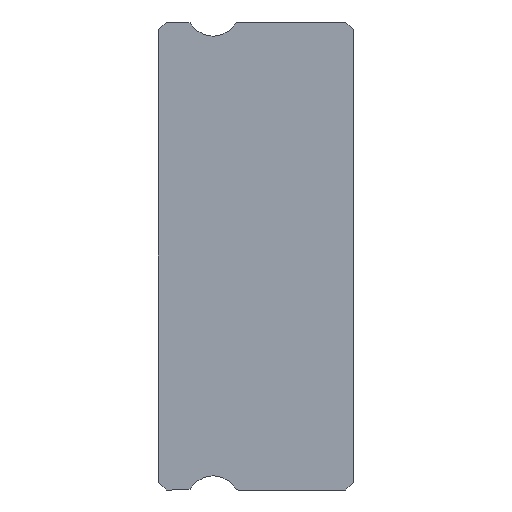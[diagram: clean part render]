
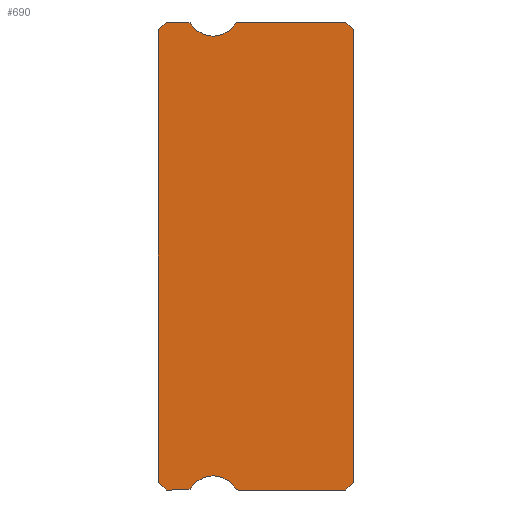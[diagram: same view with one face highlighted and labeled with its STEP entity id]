
A CAD part, left-side view. The second image highlights one B-rep face of the part: STEP entity #690.
In plain terms, the highlighted planar face has unit normal (-1, 0, 0).
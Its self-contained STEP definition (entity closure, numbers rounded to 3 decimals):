
#10 = CIRCLE ( 'NONE', #3256, 1. ) ;
#66 = ORIENTED_EDGE ( 'NONE', *, *, #1591, .T. ) ;
#245 = PLANE ( 'NONE',  #418 ) ;
#284 = VERTEX_POINT ( 'NONE', #3776 ) ;
#303 = CARTESIAN_POINT ( 'NONE',  ( -10., 6.381, -8.85 ) ) ;
#318 = CIRCLE ( 'NONE', #4437, 1. ) ;
#366 = EDGE_CURVE ( 'NONE', #1213, #645, #318, .T. ) ;
#368 = LINE ( 'NONE', #1743, #988 ) ;
#369 = CARTESIAN_POINT ( 'NONE',  ( -10., 5.4, 9.45 ) ) ;
#418 = AXIS2_PLACEMENT_3D ( 'NONE', #5244, #2073, #3770 ) ;
#558 = ORIENTED_EDGE ( 'NONE', *, *, #1368, .F. ) ;
#603 = AXIS2_PLACEMENT_3D ( 'NONE', #3696, #3192, #5473 ) ;
#625 = DIRECTION ( 'NONE',  ( 0., 0.707, -0.707 ) ) ;
#628 = ORIENTED_EDGE ( 'NONE', *, *, #2006, .F. ) ;
#645 = VERTEX_POINT ( 'NONE', #5659 ) ;
#690 = ADVANCED_FACE ( 'NONE', ( #3358 ), #245, .F. ) ;
#727 = EDGE_CURVE ( 'NONE', #2156, #3178, #2236, .T. ) ;
#769 = CARTESIAN_POINT ( 'NONE',  ( -10., 7.5, 8.85 ) ) ;
#787 = LINE ( 'NONE', #5412, #2533 ) ;
#822 = VERTEX_POINT ( 'NONE', #3479 ) ;
#838 = ORIENTED_EDGE ( 'NONE', *, *, #1936, .F. ) ;
#874 = ORIENTED_EDGE ( 'NONE', *, *, #727, .F. ) ;
#876 = ORIENTED_EDGE ( 'NONE', *, *, #2475, .T. ) ;
#889 = VECTOR ( 'NONE', #1169, 1000. ) ;
#935 = DIRECTION ( 'NONE',  ( 0., 0., -1. ) ) ;
#946 = CARTESIAN_POINT ( 'NONE',  ( -10., 6.381, -9. ) ) ;
#988 = VECTOR ( 'NONE', #2191, 1000. ) ;
#1044 = VECTOR ( 'NONE', #625, 1000. ) ;
#1066 = VECTOR ( 'NONE', #1185, 1000. ) ;
#1108 = DIRECTION ( 'NONE',  ( 1., 0., 0. ) ) ;
#1129 = AXIS2_PLACEMENT_3D ( 'NONE', #5257, #1141, #2976 ) ;
#1141 = DIRECTION ( 'NONE',  ( 1., 0., 0. ) ) ;
#1143 = ORIENTED_EDGE ( 'NONE', *, *, #1149, .T. ) ;
#1149 = EDGE_CURVE ( 'NONE', #4812, #3178, #4404, .T. ) ;
#1152 = CARTESIAN_POINT ( 'NONE',  ( -10., 7.2, -9. ) ) ;
#1156 = EDGE_CURVE ( 'NONE', #4501, #4812, #2632, .T. ) ;
#1169 = DIRECTION ( 'NONE',  ( 0., 1., 0. ) ) ;
#1185 = DIRECTION ( 'NONE',  ( 0., -0.707, -0.707 ) ) ;
#1199 = CARTESIAN_POINT ( 'NONE',  ( -10., 6.381, 8.85 ) ) ;
#1213 = VERTEX_POINT ( 'NONE', #3018 ) ;
#1218 = DIRECTION ( 'NONE',  ( 1., 0., 0. ) ) ;
#1323 = ORIENTED_EDGE ( 'NONE', *, *, #2728, .F. ) ;
#1368 = EDGE_CURVE ( 'NONE', #4136, #2156, #4140, .T. ) ;
#1411 = CARTESIAN_POINT ( 'NONE',  ( -10., 5.4, 9.45 ) ) ;
#1472 = ORIENTED_EDGE ( 'NONE', *, *, #5438, .F. ) ;
#1591 = EDGE_CURVE ( 'NONE', #4947, #3720, #1654, .T. ) ;
#1637 = EDGE_CURVE ( 'NONE', #4179, #2470, #4842, .T. ) ;
#1647 = DIRECTION ( 'NONE',  ( 0., 0., -1. ) ) ;
#1654 = LINE ( 'NONE', #4420, #889 ) ;
#1721 = DIRECTION ( 'NONE',  ( 0., -0.707, -0.707 ) ) ;
#1743 = CARTESIAN_POINT ( 'NONE',  ( -10., 6.381, -9. ) ) ;
#1936 = EDGE_CURVE ( 'NONE', #4501, #5519, #4878, .T. ) ;
#2006 = EDGE_CURVE ( 'NONE', #284, #4136, #5867, .T. ) ;
#2023 = CARTESIAN_POINT ( 'NONE',  ( -10., 6.253, -8.928 ) ) ;
#2046 = VECTOR ( 'NONE', #5813, 1000. ) ;
#2073 = DIRECTION ( 'NONE',  ( 1., 0., 0. ) ) ;
#2097 = AXIS2_PLACEMENT_3D ( 'NONE', #1199, #1108, #3899 ) ;
#2156 = VERTEX_POINT ( 'NONE', #2023 ) ;
#2181 = CARTESIAN_POINT ( 'NONE',  ( -10., 6.381, 9. ) ) ;
#2183 = DIRECTION ( 'NONE',  ( 0., 0.707, -0.707 ) ) ;
#2191 = DIRECTION ( 'NONE',  ( 0., 1., 0. ) ) ;
#2236 = CIRCLE ( 'NONE', #5013, 0.15 ) ;
#2237 = AXIS2_PLACEMENT_3D ( 'NONE', #2260, #2826, #935 ) ;
#2258 = EDGE_CURVE ( 'NONE', #822, #2470, #787, .T. ) ;
#2260 = CARTESIAN_POINT ( 'NONE',  ( -10., 4.419, -8.85 ) ) ;
#2288 = ORIENTED_EDGE ( 'NONE', *, *, #5120, .F. ) ;
#2347 = VERTEX_POINT ( 'NONE', #5815 ) ;
#2470 = VERTEX_POINT ( 'NONE', #5836 ) ;
#2475 = EDGE_CURVE ( 'NONE', #3720, #5519, #4893, .T. ) ;
#2533 = VECTOR ( 'NONE', #1721, 1000. ) ;
#2552 = ORIENTED_EDGE ( 'NONE', *, *, #3015, .F. ) ;
#2632 = LINE ( 'NONE', #1152, #1066 ) ;
#2728 = EDGE_CURVE ( 'NONE', #4179, #3165, #3790, .T. ) ;
#2772 = EDGE_LOOP ( 'NONE', ( #838, #3626, #1143, #874, #558, #628, #1472, #1323, #5618, #5209, #5600, #2288, #4023, #2552, #5102, #66, #876 ) ) ;
#2807 = VECTOR ( 'NONE', #5530, 1000. ) ;
#2826 = DIRECTION ( 'NONE',  ( 1., 0., 0. ) ) ;
#2976 = DIRECTION ( 'NONE',  ( 0., 0., -1. ) ) ;
#3015 = EDGE_CURVE ( 'NONE', #2347, #1213, #10, .T. ) ;
#3018 = CARTESIAN_POINT ( 'NONE',  ( -10., 5.4, 8.45 ) ) ;
#3054 = DIRECTION ( 'NONE',  ( 0., -1., 0. ) ) ;
#3075 = CARTESIAN_POINT ( 'NONE',  ( -10., 7.5, -8.7 ) ) ;
#3165 = VERTEX_POINT ( 'NONE', #3486 ) ;
#3178 = VERTEX_POINT ( 'NONE', #946 ) ;
#3192 = DIRECTION ( 'NONE',  ( -1., 0., 0. ) ) ;
#3256 = AXIS2_PLACEMENT_3D ( 'NONE', #1411, #3257, #4638 ) ;
#3257 = DIRECTION ( 'NONE',  ( -1., 0., 0. ) ) ;
#3358 = FACE_OUTER_BOUND ( 'NONE', #2772, .T. ) ;
#3479 = CARTESIAN_POINT ( 'NONE',  ( -10., 0.3, 9. ) ) ;
#3486 = CARTESIAN_POINT ( 'NONE',  ( -10., 0.3, -9. ) ) ;
#3555 = CARTESIAN_POINT ( 'NONE',  ( -10., 6.381, -9. ) ) ;
#3622 = CARTESIAN_POINT ( 'NONE',  ( -10., 7.5, 8.7 ) ) ;
#3626 = ORIENTED_EDGE ( 'NONE', *, *, #1156, .T. ) ;
#3696 = CARTESIAN_POINT ( 'NONE',  ( -10., 5.4, -9.45 ) ) ;
#3717 = CIRCLE ( 'NONE', #1129, 0.15 ) ;
#3720 = VERTEX_POINT ( 'NONE', #4907 ) ;
#3770 = DIRECTION ( 'NONE',  ( 0., 0., -1. ) ) ;
#3776 = CARTESIAN_POINT ( 'NONE',  ( -10., 4.419, -9. ) ) ;
#3790 = LINE ( 'NONE', #5148, #1044 ) ;
#3899 = DIRECTION ( 'NONE',  ( 0., 0., -1. ) ) ;
#3957 = DIRECTION ( 'NONE',  ( 0., 0., -1. ) ) ;
#4023 = ORIENTED_EDGE ( 'NONE', *, *, #366, .F. ) ;
#4087 = CARTESIAN_POINT ( 'NONE',  ( -10., 4.419, 9. ) ) ;
#4136 = VERTEX_POINT ( 'NONE', #5602 ) ;
#4140 = CIRCLE ( 'NONE', #603, 1. ) ;
#4179 = VERTEX_POINT ( 'NONE', #4798 ) ;
#4238 = CARTESIAN_POINT ( 'NONE',  ( -10., 6.381, 9. ) ) ;
#4404 = LINE ( 'NONE', #3555, #5574 ) ;
#4420 = CARTESIAN_POINT ( 'NONE',  ( -10., 7.2, 9. ) ) ;
#4437 = AXIS2_PLACEMENT_3D ( 'NONE', #369, #4866, #3957 ) ;
#4495 = VECTOR ( 'NONE', #2183, 1000. ) ;
#4501 = VERTEX_POINT ( 'NONE', #3075 ) ;
#4521 = CARTESIAN_POINT ( 'NONE',  ( -10., 7.5, 8.7 ) ) ;
#4638 = DIRECTION ( 'NONE',  ( 0., 0., -1. ) ) ;
#4798 = CARTESIAN_POINT ( 'NONE',  ( -10., 0., -8.7 ) ) ;
#4812 = VERTEX_POINT ( 'NONE', #4818 ) ;
#4818 = CARTESIAN_POINT ( 'NONE',  ( -10., 7.2, -9. ) ) ;
#4842 = LINE ( 'NONE', #4868, #2046 ) ;
#4866 = DIRECTION ( 'NONE',  ( -1., 0., 0. ) ) ;
#4868 = CARTESIAN_POINT ( 'NONE',  ( -10., 0., 8.7 ) ) ;
#4878 = LINE ( 'NONE', #769, #2807 ) ;
#4893 = LINE ( 'NONE', #4521, #4495 ) ;
#4907 = CARTESIAN_POINT ( 'NONE',  ( -10., 7.2, 9. ) ) ;
#4947 = VERTEX_POINT ( 'NONE', #4238 ) ;
#5013 = AXIS2_PLACEMENT_3D ( 'NONE', #303, #1218, #1647 ) ;
#5055 = EDGE_CURVE ( 'NONE', #4947, #2347, #5543, .T. ) ;
#5102 = ORIENTED_EDGE ( 'NONE', *, *, #5055, .F. ) ;
#5120 = EDGE_CURVE ( 'NONE', #645, #5850, #3717, .T. ) ;
#5148 = CARTESIAN_POINT ( 'NONE',  ( -10., 0., -8.7 ) ) ;
#5209 = ORIENTED_EDGE ( 'NONE', *, *, #2258, .F. ) ;
#5244 = CARTESIAN_POINT ( 'NONE',  ( -10., 6.381, 8.85 ) ) ;
#5257 = CARTESIAN_POINT ( 'NONE',  ( -10., 4.419, 8.85 ) ) ;
#5362 = DIRECTION ( 'NONE',  ( 0., -1., 0. ) ) ;
#5412 = CARTESIAN_POINT ( 'NONE',  ( -10., 0.3, 9. ) ) ;
#5438 = EDGE_CURVE ( 'NONE', #3165, #284, #368, .T. ) ;
#5473 = DIRECTION ( 'NONE',  ( 0., 0., -1. ) ) ;
#5492 = VECTOR ( 'NONE', #3054, 1000. ) ;
#5519 = VERTEX_POINT ( 'NONE', #3622 ) ;
#5530 = DIRECTION ( 'NONE',  ( 0., 0., 1. ) ) ;
#5543 = CIRCLE ( 'NONE', #2097, 0.15 ) ;
#5574 = VECTOR ( 'NONE', #5362, 1000. ) ;
#5600 = ORIENTED_EDGE ( 'NONE', *, *, #5895, .F. ) ;
#5602 = CARTESIAN_POINT ( 'NONE',  ( -10., 4.547, -8.928 ) ) ;
#5618 = ORIENTED_EDGE ( 'NONE', *, *, #1637, .T. ) ;
#5659 = CARTESIAN_POINT ( 'NONE',  ( -10., 4.547, 8.928 ) ) ;
#5813 = DIRECTION ( 'NONE',  ( 0., 0., 1. ) ) ;
#5815 = CARTESIAN_POINT ( 'NONE',  ( -10., 6.253, 8.928 ) ) ;
#5836 = CARTESIAN_POINT ( 'NONE',  ( -10., 0., 8.7 ) ) ;
#5850 = VERTEX_POINT ( 'NONE', #4087 ) ;
#5859 = LINE ( 'NONE', #2181, #5492 ) ;
#5867 = CIRCLE ( 'NONE', #2237, 0.15 ) ;
#5895 = EDGE_CURVE ( 'NONE', #5850, #822, #5859, .T. ) ;
